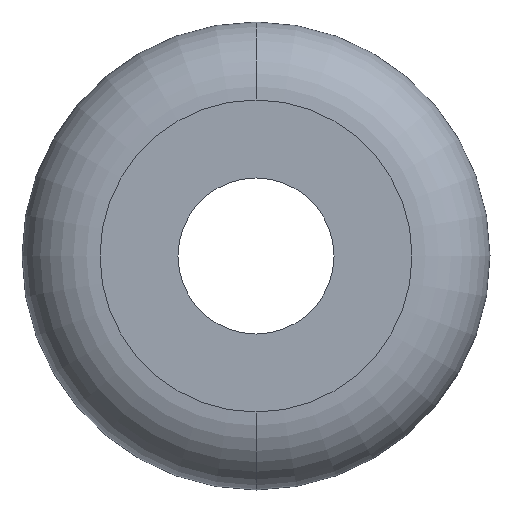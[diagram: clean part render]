
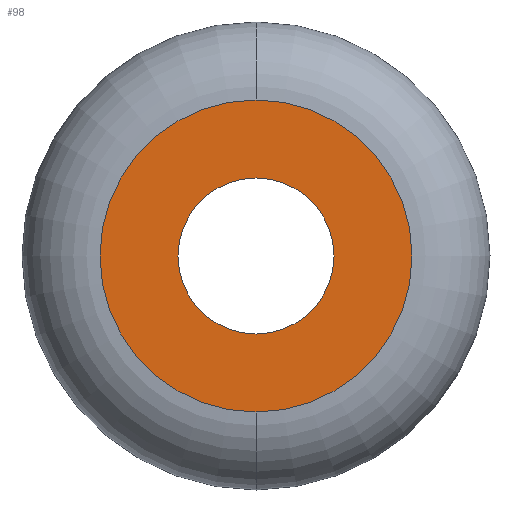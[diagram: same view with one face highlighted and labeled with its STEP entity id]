
A CAD part, front view. The second image highlights one B-rep face of the part: STEP entity #98.
In plain terms, the highlighted planar face has unit normal (0, -1, 0).
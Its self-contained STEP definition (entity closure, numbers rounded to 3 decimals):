
#1 = DIRECTION ( 'NONE',  ( 0., 0., 1. ) ) ;
#2 = CARTESIAN_POINT ( 'NONE',  ( 0., -2.75, -3. ) ) ;
#7 = CARTESIAN_POINT ( 'NONE',  ( 0., -2.75, 3. ) ) ;
#24 = DIRECTION ( 'NONE',  ( 0., 1., 0. ) ) ;
#38 = CIRCLE ( 'NONE', #186, 1.5 ) ;
#40 = CARTESIAN_POINT ( 'NONE',  ( 0., -2.75, 0. ) ) ;
#54 = CIRCLE ( 'NONE', #195, 3. ) ;
#67 = DIRECTION ( 'NONE',  ( 0., 1., 0. ) ) ;
#73 = DIRECTION ( 'NONE',  ( 0., 0., 1. ) ) ;
#98 = ADVANCED_FACE ( 'NONE', ( #429, #332 ), #259, .F. ) ;
#103 = EDGE_LOOP ( 'NONE', ( #401, #444 ) ) ;
#120 = EDGE_CURVE ( 'NONE', #362, #270, #292, .T. ) ;
#139 = DIRECTION ( 'NONE',  ( 0., 0., 1. ) ) ;
#143 = CARTESIAN_POINT ( 'NONE',  ( 0., -2.75, -1.5 ) ) ;
#151 = DIRECTION ( 'NONE',  ( 0., 1., 0. ) ) ;
#154 = ORIENTED_EDGE ( 'NONE', *, *, #249, .T. ) ;
#186 = AXIS2_PLACEMENT_3D ( 'NONE', #336, #67, #223 ) ;
#195 = AXIS2_PLACEMENT_3D ( 'NONE', #394, #151, #1 ) ;
#214 = DIRECTION ( 'NONE',  ( 0., 1., 0. ) ) ;
#223 = DIRECTION ( 'NONE',  ( 0., 0., 1. ) ) ;
#225 = CARTESIAN_POINT ( 'NONE',  ( 0., -2.75, 1.5 ) ) ;
#227 = CIRCLE ( 'NONE', #266, 3. ) ;
#243 = AXIS2_PLACEMENT_3D ( 'NONE', #143, #24, #450 ) ;
#249 = EDGE_CURVE ( 'NONE', #270, #362, #38, .T. ) ;
#259 = PLANE ( 'NONE',  #243 ) ;
#266 = AXIS2_PLACEMENT_3D ( 'NONE', #40, #307, #73 ) ;
#270 = VERTEX_POINT ( 'NONE', #508 ) ;
#292 = CIRCLE ( 'NONE', #501, 1.5 ) ;
#307 = DIRECTION ( 'NONE',  ( 0., 1., 0. ) ) ;
#332 = FACE_BOUND ( 'NONE', #397, .T. ) ;
#336 = CARTESIAN_POINT ( 'NONE',  ( 0., -2.75, 0. ) ) ;
#358 = EDGE_CURVE ( 'NONE', #502, #388, #54, .T. ) ;
#362 = VERTEX_POINT ( 'NONE', #225 ) ;
#388 = VERTEX_POINT ( 'NONE', #2 ) ;
#394 = CARTESIAN_POINT ( 'NONE',  ( 0., -2.75, 0. ) ) ;
#397 = EDGE_LOOP ( 'NONE', ( #407, #154 ) ) ;
#401 = ORIENTED_EDGE ( 'NONE', *, *, #358, .F. ) ;
#407 = ORIENTED_EDGE ( 'NONE', *, *, #120, .T. ) ;
#409 = EDGE_CURVE ( 'NONE', #388, #502, #227, .T. ) ;
#415 = CARTESIAN_POINT ( 'NONE',  ( 0., -2.75, 0. ) ) ;
#429 = FACE_OUTER_BOUND ( 'NONE', #103, .T. ) ;
#444 = ORIENTED_EDGE ( 'NONE', *, *, #409, .F. ) ;
#450 = DIRECTION ( 'NONE',  ( 0., 0., 1. ) ) ;
#501 = AXIS2_PLACEMENT_3D ( 'NONE', #415, #214, #139 ) ;
#502 = VERTEX_POINT ( 'NONE', #7 ) ;
#508 = CARTESIAN_POINT ( 'NONE',  ( 0., -2.75, -1.5 ) ) ;
